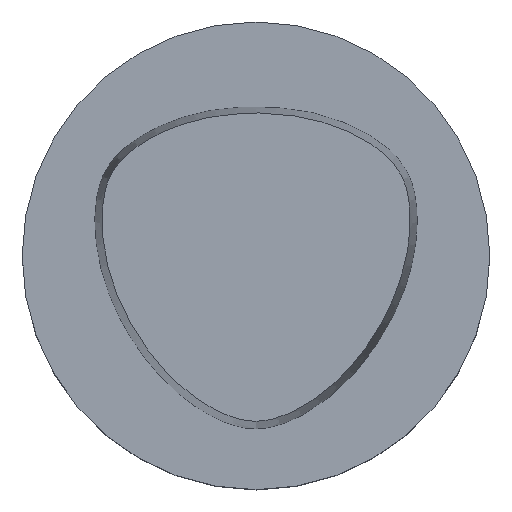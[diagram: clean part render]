
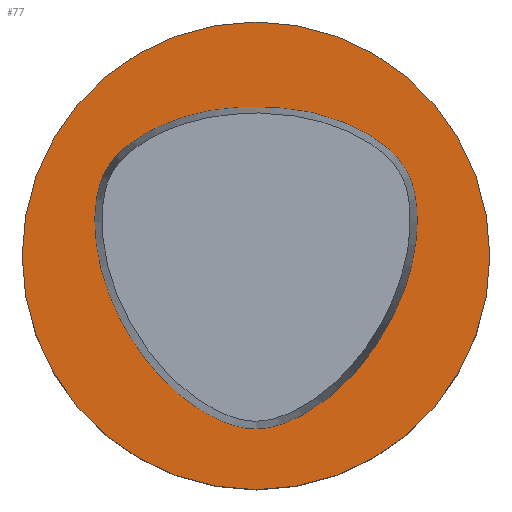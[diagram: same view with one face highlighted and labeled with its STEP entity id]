
A CAD part, top view. The second image highlights one B-rep face of the part: STEP entity #77.
In plain terms, the highlighted planar face has unit normal (0, 0, 1).
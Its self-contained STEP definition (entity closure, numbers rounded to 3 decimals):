
#77=ADVANCED_FACE('',(#98,#99),#100,.T.);
#98=FACE_BOUND('',#532,.T.);
#99=FACE_OUTER_BOUND('',#533,.T.);
#100=PLANE('',#534);
#532=EDGE_LOOP('',(#587));
#533=EDGE_LOOP('',(#588));
#534=AXIS2_PLACEMENT_3D('',#589,#590,#591);
#587=ORIENTED_EDGE('',*,*,#667,.T.);
#588=ORIENTED_EDGE('',*,*,#669,.F.);
#589=CARTESIAN_POINT('',(0.,19.996,0.));
#590=DIRECTION('',(0.,0.,1.0));
#591=DIRECTION('',(0.,-1.0,0.));
#667=EDGE_CURVE('',#686,#686,#687,.T.);
#669=EDGE_CURVE('',#689,#689,#690,.T.);
#686=VERTEX_POINT('',#769);
#687=B_SPLINE_CURVE_WITH_KNOTS('',3,(#770,#771,#772,#773,#774,#775,#776,#777,#778,#779,#780,#781,#782,#783,#784,#785,#786,#787,#788,#789,#790,#791,#792,#793,#794,#795,#796,#797,#798,#799,#800,#801,#802,#803,#804,#805,#806,#807,#808,#809,#810,#811,#812,#813,#814,#815,#816,#817,#818,#819,#820,#821,#822,#823,#824,#825,#826,#827,#828,#829,#830,#831,#832,#833,#834,#835,#836,#837,#838,#839,#840,#841,#842,#843,#844,#845,#846,#847,#848,#849,#850,#851,#852,#853,#854,#855,#856,#857,#858,#859,#860,#861,#862,#863,#864,#865),.UNSPECIFIED.,.T.,.F.,(4,2,2,2,2,2,2,2,2,2,2,2,2,2,2,2,2,2,2,2,2,2,2,2,2,2,2,2,2,2,2,2,2,2,2,2,2,2,2,2,2,2,2,2,2,2,2,4),(0.0,0.023,0.046,0.069,0.091,0.112,0.133,0.153,0.173,0.194,0.214,0.235,0.257,0.279,0.302,0.326,0.349,0.372,0.395,0.417,0.439,0.459,0.48,0.5,0.52,0.541,0.561,0.583,0.605,0.628,0.651,0.674,0.698,0.721,0.743,0.765,0.786,0.806,0.827,0.847,0.867,0.888,0.909,0.931,0.954,0.977,1.,1.0),.UNSPECIFIED.);
#689=VERTEX_POINT('',#870);
#690=CIRCLE('',#871,39.993);
#769=CARTESIAN_POINT('',(-0.002,-29.575,0.));
#770=CARTESIAN_POINT('',(-0.002,-29.575,0.));
#771=CARTESIAN_POINT('',(-1.344,-29.594,0.));
#772=CARTESIAN_POINT('',(-2.687,-29.333,0.));
#773=CARTESIAN_POINT('',(-5.261,-28.54,0.));
#774=CARTESIAN_POINT('',(-6.491,-28.009,0.));
#775=CARTESIAN_POINT('',(-8.829,-26.78,0.));
#776=CARTESIAN_POINT('',(-9.938,-26.086,0.));
#777=CARTESIAN_POINT('',(-12.031,-24.593,0.));
#778=CARTESIAN_POINT('',(-13.017,-23.798,0.));
#779=CARTESIAN_POINT('',(-14.873,-22.138,0.0));
#780=CARTESIAN_POINT('',(-15.746,-21.276,0.0));
#781=CARTESIAN_POINT('',(-17.388,-19.499,0.));
#782=CARTESIAN_POINT('',(-18.159,-18.587,0.));
#783=CARTESIAN_POINT('',(-19.609,-16.715,0.0));
#784=CARTESIAN_POINT('',(-20.29,-15.757,0.));
#785=CARTESIAN_POINT('',(-21.566,-13.798,0.0));
#786=CARTESIAN_POINT('',(-22.162,-12.796,0.));
#787=CARTESIAN_POINT('',(-23.275,-10.743,0.));
#788=CARTESIAN_POINT('',(-23.791,-9.693,0.));
#789=CARTESIAN_POINT('',(-24.742,-7.538,0.));
#790=CARTESIAN_POINT('',(-25.176,-6.433,0.));
#791=CARTESIAN_POINT('',(-25.955,-4.164,0.));
#792=CARTESIAN_POINT('',(-26.299,-2.998,0.0));
#793=CARTESIAN_POINT('',(-26.882,-0.603,0.0));
#794=CARTESIAN_POINT('',(-27.119,0.627,0.0));
#795=CARTESIAN_POINT('',(-27.461,3.147,0.0));
#796=CARTESIAN_POINT('',(-27.561,4.438,0.0));
#797=CARTESIAN_POINT('',(-27.586,7.058,0.0));
#798=CARTESIAN_POINT('',(-27.506,8.387,0.0));
#799=CARTESIAN_POINT('',(-27.095,11.035,0.0));
#800=CARTESIAN_POINT('',(-26.763,12.355,0.0));
#801=CARTESIAN_POINT('',(-25.672,14.812,0.0));
#802=CARTESIAN_POINT('',(-24.915,15.951,0.0));
#803=CARTESIAN_POINT('',(-23.121,17.957,0.0));
#804=CARTESIAN_POINT('',(-22.084,18.824,0.0));
#805=CARTESIAN_POINT('',(-19.909,20.362,0.0));
#806=CARTESIAN_POINT('',(-18.772,21.035,0.0));
#807=CARTESIAN_POINT('',(-16.457,22.207,0.0));
#808=CARTESIAN_POINT('',(-15.28,22.711,0.0));
#809=CARTESIAN_POINT('',(-12.921,23.586,0.));
#810=CARTESIAN_POINT('',(-11.74,23.96,0.));
#811=CARTESIAN_POINT('',(-9.376,24.574,0.));
#812=CARTESIAN_POINT('',(-8.195,24.816,0.0));
#813=CARTESIAN_POINT('',(-5.839,25.176,0.));
#814=CARTESIAN_POINT('',(-4.665,25.296,0.));
#815=CARTESIAN_POINT('',(-2.331,25.454,0.));
#816=CARTESIAN_POINT('',(-1.172,25.494,0.));
#817=CARTESIAN_POINT('',(1.155,25.495,0.));
#818=CARTESIAN_POINT('',(2.323,25.455,0.));
#819=CARTESIAN_POINT('',(4.665,25.296,0.));
#820=CARTESIAN_POINT('',(5.838,25.175,0.));
#821=CARTESIAN_POINT('',(8.194,24.815,0.0));
#822=CARTESIAN_POINT('',(9.377,24.574,0.));
#823=CARTESIAN_POINT('',(11.74,23.96,0.));
#824=CARTESIAN_POINT('',(12.92,23.585,0.0));
#825=CARTESIAN_POINT('',(15.28,22.711,0.));
#826=CARTESIAN_POINT('',(16.457,22.207,0.));
#827=CARTESIAN_POINT('',(18.773,21.035,0.));
#828=CARTESIAN_POINT('',(19.909,20.362,0.));
#829=CARTESIAN_POINT('',(22.084,18.824,0.0));
#830=CARTESIAN_POINT('',(23.121,17.957,0.));
#831=CARTESIAN_POINT('',(24.915,15.951,0.));
#832=CARTESIAN_POINT('',(25.673,14.812,0.));
#833=CARTESIAN_POINT('',(26.763,12.355,0.0));
#834=CARTESIAN_POINT('',(27.095,11.035,0.));
#835=CARTESIAN_POINT('',(27.506,8.387,0.));
#836=CARTESIAN_POINT('',(27.586,7.058,0.0));
#837=CARTESIAN_POINT('',(27.561,4.438,0.));
#838=CARTESIAN_POINT('',(27.46,3.147,0.));
#839=CARTESIAN_POINT('',(27.119,0.627,0.0));
#840=CARTESIAN_POINT('',(26.882,-0.603,0.0));
#841=CARTESIAN_POINT('',(26.299,-2.998,0.0));
#842=CARTESIAN_POINT('',(25.955,-4.164,0.0));
#843=CARTESIAN_POINT('',(25.176,-6.433,0.0));
#844=CARTESIAN_POINT('',(24.742,-7.538,0.0));
#845=CARTESIAN_POINT('',(23.791,-9.693,0.0));
#846=CARTESIAN_POINT('',(23.275,-10.743,0.0));
#847=CARTESIAN_POINT('',(22.162,-12.795,0.0));
#848=CARTESIAN_POINT('',(21.566,-13.798,0.0));
#849=CARTESIAN_POINT('',(20.29,-15.757,0.0));
#850=CARTESIAN_POINT('',(19.609,-16.715,0.0));
#851=CARTESIAN_POINT('',(18.159,-18.586,0.0));
#852=CARTESIAN_POINT('',(17.388,-19.5,0.0));
#853=CARTESIAN_POINT('',(15.746,-21.276,0.0));
#854=CARTESIAN_POINT('',(14.873,-22.138,0.0));
#855=CARTESIAN_POINT('',(13.016,-23.798,0.0));
#856=CARTESIAN_POINT('',(12.031,-24.593,0.));
#857=CARTESIAN_POINT('',(9.938,-26.085,0.));
#858=CARTESIAN_POINT('',(8.829,-26.777,0.));
#859=CARTESIAN_POINT('',(6.491,-28.012,0.0));
#860=CARTESIAN_POINT('',(5.261,-28.55,0.));
#861=CARTESIAN_POINT('',(2.687,-29.323,0.));
#862=CARTESIAN_POINT('',(1.343,-29.556,0.0));
#863=CARTESIAN_POINT('',(-0.001,-29.575,0.));
#864=CARTESIAN_POINT('',(-0.001,-29.575,0.));
#865=CARTESIAN_POINT('',(-0.002,-29.575,0.));
#870=CARTESIAN_POINT('',(0.,39.993,0.));
#871=AXIS2_PLACEMENT_3D('',#900,#901,#902);
#900=CARTESIAN_POINT('',(0.0,0.0,0.0));
#901=DIRECTION('',(0.,0.,-1.0));
#902=DIRECTION('',(0.,1.0,0.));
